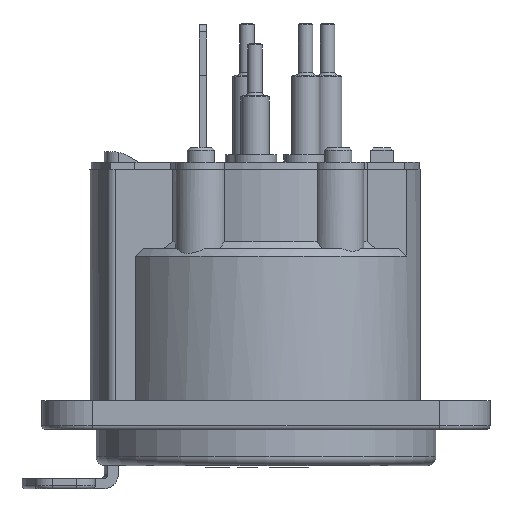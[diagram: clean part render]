
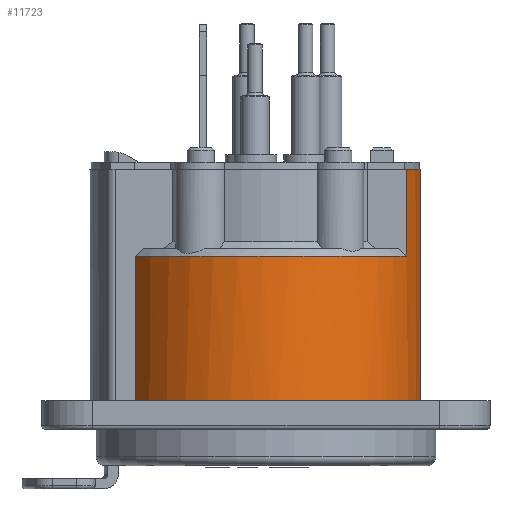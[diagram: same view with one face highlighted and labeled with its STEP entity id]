
A CAD part, front view. The second image highlights one B-rep face of the part: STEP entity #11723.
In plain terms, the highlighted cylindrical face has radius 10.7 mm (diameter 21.4 mm), a partial arc.
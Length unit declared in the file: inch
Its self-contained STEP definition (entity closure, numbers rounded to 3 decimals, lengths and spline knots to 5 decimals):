
#85=CYLINDRICAL_SURFACE('',#12316,0.42126);
#420=CIRCLE('',#12313,0.42126);
#421=CIRCLE('',#12315,0.42126);
#422=CIRCLE('',#12317,0.42126);
#423=CIRCLE('',#12318,0.42126);
#424=CIRCLE('',#12319,0.42126);
#425=CIRCLE('',#12320,0.42126);
#426=CIRCLE('',#12321,0.42126);
#427=CIRCLE('',#12322,0.42126);
#428=CIRCLE('',#12323,0.42126);
#429=CIRCLE('',#12324,0.42126);
#901=FACE_OUTER_BOUND('',#1368,.T.);
#1368=EDGE_LOOP('',(#8350,#8351,#8352,#8353,#8354,#8355,#8356,#8357,#8358,
#8359,#8360,#8361,#8362,#8363,#8364,#8365,#8366,#8367,#8368,#8369));
#1963=LINE('',#16389,#3034);
#1969=LINE('',#16464,#3040);
#1970=LINE('',#16468,#3041);
#1971=LINE('',#16472,#3042);
#1972=LINE('',#16476,#3043);
#1973=LINE('',#16480,#3044);
#1974=LINE('',#16484,#3045);
#1975=LINE('',#16488,#3046);
#1976=LINE('',#16491,#3047);
#1977=LINE('',#16493,#3048);
#3034=VECTOR('',#13338,0.23622);
#3040=VECTOR('',#13386,0.44094);
#3041=VECTOR('',#13389,0.04724);
#3042=VECTOR('',#13392,0.04724);
#3043=VECTOR('',#13395,0.04724);
#3044=VECTOR('',#13398,0.04724);
#3045=VECTOR('',#13401,0.04724);
#3046=VECTOR('',#13404,0.04724);
#3047=VECTOR('',#13407,0.44094);
#3048=VECTOR('',#13408,0.23622);
#4617=VERTEX_POINT('',#16384);
#4618=VERTEX_POINT('',#16388);
#4631=VERTEX_POINT('',#16447);
#4632=VERTEX_POINT('',#16453);
#4633=VERTEX_POINT('',#16457);
#4634=VERTEX_POINT('',#16463);
#4635=VERTEX_POINT('',#16465);
#4636=VERTEX_POINT('',#16467);
#4637=VERTEX_POINT('',#16469);
#4638=VERTEX_POINT('',#16471);
#4639=VERTEX_POINT('',#16473);
#4640=VERTEX_POINT('',#16475);
#4641=VERTEX_POINT('',#16477);
#4642=VERTEX_POINT('',#16479);
#4643=VERTEX_POINT('',#16481);
#4644=VERTEX_POINT('',#16483);
#4645=VERTEX_POINT('',#16485);
#4646=VERTEX_POINT('',#16487);
#4647=VERTEX_POINT('',#16489);
#4648=VERTEX_POINT('',#16492);
#6274=EDGE_CURVE('',#4618,#4617,#1963,.T.);
#6295=EDGE_CURVE('',#4631,#4617,#420,.T.);
#6297=EDGE_CURVE('',#4632,#4633,#421,.T.);
#6299=EDGE_CURVE('',#4634,#4631,#1969,.T.);
#6300=EDGE_CURVE('',#4635,#4634,#422,.T.);
#6301=EDGE_CURVE('',#4636,#4635,#1970,.T.);
#6302=EDGE_CURVE('',#4637,#4636,#423,.T.);
#6303=EDGE_CURVE('',#4638,#4637,#1971,.T.);
#6304=EDGE_CURVE('',#4639,#4638,#424,.T.);
#6305=EDGE_CURVE('',#4640,#4639,#1972,.T.);
#6306=EDGE_CURVE('',#4641,#4640,#425,.T.);
#6307=EDGE_CURVE('',#4642,#4641,#1973,.T.);
#6308=EDGE_CURVE('',#4643,#4642,#426,.T.);
#6309=EDGE_CURVE('',#4644,#4643,#1974,.T.);
#6310=EDGE_CURVE('',#4645,#4644,#427,.T.);
#6311=EDGE_CURVE('',#4646,#4645,#1975,.T.);
#6312=EDGE_CURVE('',#4647,#4646,#428,.T.);
#6313=EDGE_CURVE('',#4633,#4647,#1976,.T.);
#6314=EDGE_CURVE('',#4632,#4648,#1977,.T.);
#6315=EDGE_CURVE('',#4648,#4618,#429,.T.);
#8350=ORIENTED_EDGE('',*,*,#6295,.F.);
#8351=ORIENTED_EDGE('',*,*,#6299,.F.);
#8352=ORIENTED_EDGE('',*,*,#6300,.F.);
#8353=ORIENTED_EDGE('',*,*,#6301,.F.);
#8354=ORIENTED_EDGE('',*,*,#6302,.F.);
#8355=ORIENTED_EDGE('',*,*,#6303,.F.);
#8356=ORIENTED_EDGE('',*,*,#6304,.F.);
#8357=ORIENTED_EDGE('',*,*,#6305,.F.);
#8358=ORIENTED_EDGE('',*,*,#6306,.F.);
#8359=ORIENTED_EDGE('',*,*,#6307,.F.);
#8360=ORIENTED_EDGE('',*,*,#6308,.F.);
#8361=ORIENTED_EDGE('',*,*,#6309,.F.);
#8362=ORIENTED_EDGE('',*,*,#6310,.F.);
#8363=ORIENTED_EDGE('',*,*,#6311,.F.);
#8364=ORIENTED_EDGE('',*,*,#6312,.F.);
#8365=ORIENTED_EDGE('',*,*,#6313,.F.);
#8366=ORIENTED_EDGE('',*,*,#6297,.F.);
#8367=ORIENTED_EDGE('',*,*,#6314,.T.);
#8368=ORIENTED_EDGE('',*,*,#6315,.T.);
#8369=ORIENTED_EDGE('',*,*,#6274,.T.);
#11723=ADVANCED_FACE('',(#901),#85,.T.);
#12313=AXIS2_PLACEMENT_3D('',#16451,#13378,#13379);
#12315=AXIS2_PLACEMENT_3D('',#16458,#13382,#13383);
#12316=AXIS2_PLACEMENT_3D('',#16462,#13384,#13385);
#12317=AXIS2_PLACEMENT_3D('',#16466,#13387,#13388);
#12318=AXIS2_PLACEMENT_3D('',#16470,#13390,#13391);
#12319=AXIS2_PLACEMENT_3D('',#16474,#13393,#13394);
#12320=AXIS2_PLACEMENT_3D('',#16478,#13396,#13397);
#12321=AXIS2_PLACEMENT_3D('',#16482,#13399,#13400);
#12322=AXIS2_PLACEMENT_3D('',#16486,#13402,#13403);
#12323=AXIS2_PLACEMENT_3D('',#16490,#13405,#13406);
#12324=AXIS2_PLACEMENT_3D('',#16494,#13409,#13410);
#13338=DIRECTION('',(0.,0.,-1.));
#13378=DIRECTION('center_axis',(0.,0.,
1.));
#13379=DIRECTION('ref_axis',(-0.846,-0.533,0.));
#13382=DIRECTION('center_axis',(0.,0.,
1.));
#13383=DIRECTION('ref_axis',(0.846,0.533,0.));
#13384=DIRECTION('center_axis',(0.,0.,1.));
#13385=DIRECTION('ref_axis',(-0.846,-0.533,0.));
#13386=DIRECTION('',(0.,0.,1.));
#13387=DIRECTION('center_axis',(0.,0.,-1.));
#13388=DIRECTION('ref_axis',(0.846,-0.533,0.));
#13389=DIRECTION('',(0.,0.,-1.));
#13390=DIRECTION('center_axis',(0.,0.,-1.));
#13391=DIRECTION('ref_axis',(-0.846,-0.533,0.));
#13392=DIRECTION('',(0.,0.,1.));
#13393=DIRECTION('center_axis',(0.,0.,-1.));
#13394=DIRECTION('ref_axis',(0.846,-0.533,0.));
#13395=DIRECTION('',(0.,0.,-1.));
#13396=DIRECTION('center_axis',(0.,0.,-1.));
#13397=DIRECTION('ref_axis',(-0.846,-0.533,0.));
#13398=DIRECTION('',(0.,0.,1.));
#13399=DIRECTION('center_axis',(0.,0.,-1.));
#13400=DIRECTION('ref_axis',(0.846,-0.533,0.));
#13401=DIRECTION('',(0.,0.,-1.));
#13402=DIRECTION('center_axis',(0.,0.,-1.));
#13403=DIRECTION('ref_axis',(-0.846,-0.533,0.));
#13404=DIRECTION('',(0.,0.,1.));
#13405=DIRECTION('center_axis',(0.,0.,-1.));
#13406=DIRECTION('ref_axis',(0.846,-0.533,0.));
#13407=DIRECTION('',(0.,0.,-1.));
#13408=DIRECTION('',(0.,0.,1.));
#13409=DIRECTION('center_axis',(0.,0.,
-1.));
#13410=DIRECTION('ref_axis',(-0.846,-0.533,0.));
#16384=CARTESIAN_POINT('',(0.38219,-0.17717,0.57087));
#16388=CARTESIAN_POINT('',(0.38219,-0.17717,0.80709));
#16389=CARTESIAN_POINT('',(0.38219,-0.17717,0.17717));
#16447=CARTESIAN_POINT('',(-0.35651,-0.22441,0.57087));
#16451=CARTESIAN_POINT('Origin',(0.,0.,
0.57087));
#16453=CARTESIAN_POINT('',(0.38219,0.17717,0.57087));
#16457=CARTESIAN_POINT('',(-0.35651,0.22441,0.57087));
#16458=CARTESIAN_POINT('Origin',(0.,0.,
0.57087));
#16462=CARTESIAN_POINT('Origin',(0.,0.,
0.17717));
#16463=CARTESIAN_POINT('',(-0.35651,-0.22441,0.12992));
#16464=CARTESIAN_POINT('',(-0.35651,-0.22441,0.17717));
#16465=CARTESIAN_POINT('',(-0.03543,-0.41977,0.12992));
#16466=CARTESIAN_POINT('Origin',(0.,0.,
0.12992));
#16467=CARTESIAN_POINT('',(-0.03543,-0.41977,0.17717));
#16468=CARTESIAN_POINT('',(-0.03543,-0.41977,0.17717));
#16469=CARTESIAN_POINT('',(0.03543,-0.41977,0.17717));
#16470=CARTESIAN_POINT('Origin',(0.,0.,
0.17717));
#16471=CARTESIAN_POINT('',(0.03543,-0.41977,0.12992));
#16472=CARTESIAN_POINT('',(0.03543,-0.41977,0.17717));
#16473=CARTESIAN_POINT('',(0.41977,-0.03543,0.12992));
#16474=CARTESIAN_POINT('Origin',(0.,0.,
0.12992));
#16475=CARTESIAN_POINT('',(0.41977,-0.03543,0.17717));
#16476=CARTESIAN_POINT('',(0.41977,-0.03543,0.17717));
#16477=CARTESIAN_POINT('',(0.41977,0.03543,0.17717));
#16478=CARTESIAN_POINT('Origin',(0.,0.,
0.17717));
#16479=CARTESIAN_POINT('',(0.41977,0.03543,0.12992));
#16480=CARTESIAN_POINT('',(0.41977,0.03543,0.17717));
#16481=CARTESIAN_POINT('',(0.03543,0.41977,0.12992));
#16482=CARTESIAN_POINT('Origin',(0.,0.,
0.12992));
#16483=CARTESIAN_POINT('',(0.03543,0.41977,0.17717));
#16484=CARTESIAN_POINT('',(0.03543,0.41977,0.17717));
#16485=CARTESIAN_POINT('',(-0.03543,0.41977,0.17717));
#16486=CARTESIAN_POINT('Origin',(0.,0.,
0.17717));
#16487=CARTESIAN_POINT('',(-0.03543,0.41977,0.12992));
#16488=CARTESIAN_POINT('',(-0.03543,0.41977,0.17717));
#16489=CARTESIAN_POINT('',(-0.35651,0.22441,0.12992));
#16490=CARTESIAN_POINT('Origin',(0.,0.,
0.12992));
#16491=CARTESIAN_POINT('',(-0.35651,0.22441,0.17717));
#16492=CARTESIAN_POINT('',(0.38219,0.17717,0.80709));
#16493=CARTESIAN_POINT('',(0.38219,0.17717,0.17717));
#16494=CARTESIAN_POINT('Origin',(0.,0.,
0.80709));
